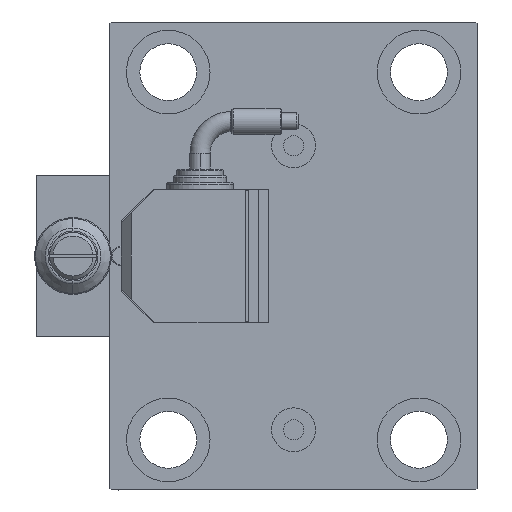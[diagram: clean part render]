
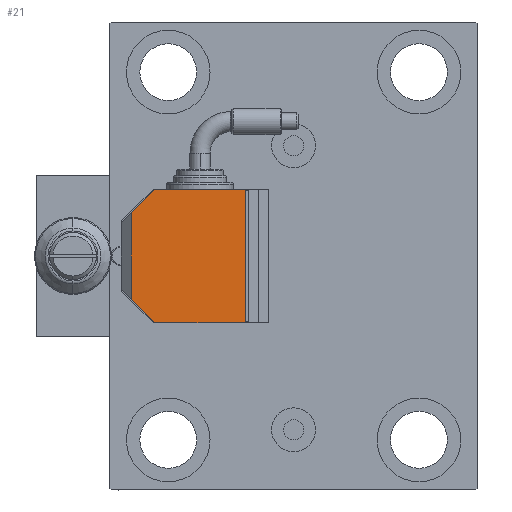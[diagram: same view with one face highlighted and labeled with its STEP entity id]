
A CAD part, left-side view. The second image highlights one B-rep face of the part: STEP entity #21.
In plain terms, the highlighted face is planar.
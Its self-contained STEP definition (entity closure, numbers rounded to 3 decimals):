
#21 = ADVANCED_FACE ( 'NONE', ( #3467 ), #49033, .F. ) ;
#1772 = LINE ( 'NONE', #9592, #21713 ) ;
#2035 = LINE ( 'NONE', #42790, #35884 ) ;
#2084 = DIRECTION ( 'NONE',  ( -0.707, -0.707, 0. ) ) ;
#3391 = ORIENTED_EDGE ( 'NONE', *, *, #5320, .F. ) ;
#3467 = FACE_OUTER_BOUND ( 'NONE', #51644, .T. ) ;
#4020 = VECTOR ( 'NONE', #7010, 1000. ) ;
#5313 = VECTOR ( 'NONE', #48407, 1000. ) ;
#5320 = EDGE_CURVE ( 'NONE', #40719, #50572, #23333, .T. ) ;
#5436 = EDGE_CURVE ( 'NONE', #37901, #40719, #19803, .T. ) ;
#5472 = CARTESIAN_POINT ( 'NONE',  ( 20., 13.5, -10. ) ) ;
#5649 = VERTEX_POINT ( 'NONE', #5472 ) ;
#6277 = EDGE_CURVE ( 'NONE', #39044, #37901, #1772, .T. ) ;
#6336 = DIRECTION ( 'NONE',  ( 1., 0., 0. ) ) ;
#7010 = DIRECTION ( 'NONE',  ( -0.707, 0.707, 0. ) ) ;
#9136 = CARTESIAN_POINT ( 'NONE',  ( -20., -13.5, -10. ) ) ;
#9592 = CARTESIAN_POINT ( 'NONE',  ( -20., -13.5, -10. ) ) ;
#10119 = DIRECTION ( 'NONE',  ( 1., 0., 0. ) ) ;
#10331 = VECTOR ( 'NONE', #52479, 1000. ) ;
#10524 = CARTESIAN_POINT ( 'NONE',  ( 10., 23.5, -10. ) ) ;
#12061 = VECTOR ( 'NONE', #2084, 1000. ) ;
#12817 = AXIS2_PLACEMENT_3D ( 'NONE', #52827, #15855, #28544 ) ;
#14709 = ORIENTED_EDGE ( 'NONE', *, *, #48231, .T. ) ;
#15855 = DIRECTION ( 'NONE',  ( 0., 0., 1. ) ) ;
#16804 = EDGE_CURVE ( 'NONE', #22109, #39044, #26374, .T. ) ;
#19803 = LINE ( 'NONE', #20070, #5313 ) ;
#20070 = CARTESIAN_POINT ( 'NONE',  ( -20., -13.5, -10. ) ) ;
#20098 = EDGE_CURVE ( 'NONE', #50572, #5649, #31728, .T. ) ;
#21360 = ORIENTED_EDGE ( 'NONE', *, *, #6277, .F. ) ;
#21713 = VECTOR ( 'NONE', #37948, 1000. ) ;
#22109 = VERTEX_POINT ( 'NONE', #29761 ) ;
#22368 = ORIENTED_EDGE ( 'NONE', *, *, #38989, .F. ) ;
#23333 = LINE ( 'NONE', #43321, #51842 ) ;
#23486 = CARTESIAN_POINT ( 'NONE',  ( -20., 0., -10. ) ) ;
#24287 = CARTESIAN_POINT ( 'NONE',  ( 20., -13.5, -10. ) ) ;
#25621 = CARTESIAN_POINT ( 'NONE',  ( 13., 20.5, -10. ) ) ;
#26374 = LINE ( 'NONE', #39863, #12061 ) ;
#26997 = LINE ( 'NONE', #10524, #4020 ) ;
#28053 = CARTESIAN_POINT ( 'NONE',  ( -20., 13.5, -10. ) ) ;
#28544 = DIRECTION ( 'NONE',  ( 1., 0., 0. ) ) ;
#29761 = CARTESIAN_POINT ( 'NONE',  ( -13., 20.5, -10. ) ) ;
#31728 = LINE ( 'NONE', #36317, #10331 ) ;
#35884 = VECTOR ( 'NONE', #10119, 1000. ) ;
#36317 = CARTESIAN_POINT ( 'NONE',  ( 20., -13.5, -10. ) ) ;
#37901 = VERTEX_POINT ( 'NONE', #23486 ) ;
#37948 = DIRECTION ( 'NONE',  ( 0., -1., 0. ) ) ;
#38989 = EDGE_CURVE ( 'NONE', #5649, #45444, #26997, .T. ) ;
#39044 = VERTEX_POINT ( 'NONE', #28053 ) ;
#39863 = CARTESIAN_POINT ( 'NONE',  ( -20., 13.5, -10. ) ) ;
#40719 = VERTEX_POINT ( 'NONE', #9136 ) ;
#42790 = CARTESIAN_POINT ( 'NONE',  ( 0., 20.5, -10. ) ) ;
#42953 = ORIENTED_EDGE ( 'NONE', *, *, #5436, .F. ) ;
#43321 = CARTESIAN_POINT ( 'NONE',  ( -20., -13.5, -10. ) ) ;
#45444 = VERTEX_POINT ( 'NONE', #25621 ) ;
#45942 = ORIENTED_EDGE ( 'NONE', *, *, #16804, .F. ) ;
#48231 = EDGE_CURVE ( 'NONE', #22109, #45444, #2035, .T. ) ;
#48407 = DIRECTION ( 'NONE',  ( 0., -1., 0. ) ) ;
#49033 = PLANE ( 'NONE',  #12817 ) ;
#50572 = VERTEX_POINT ( 'NONE', #24287 ) ;
#51644 = EDGE_LOOP ( 'NONE', ( #45942, #14709, #22368, #52951, #3391, #42953, #21360 ) ) ;
#51842 = VECTOR ( 'NONE', #6336, 1000. ) ;
#52479 = DIRECTION ( 'NONE',  ( 0., 1., 0. ) ) ;
#52827 = CARTESIAN_POINT ( 'NONE',  ( 0., 0., -10. ) ) ;
#52951 = ORIENTED_EDGE ( 'NONE', *, *, #20098, .F. ) ;
